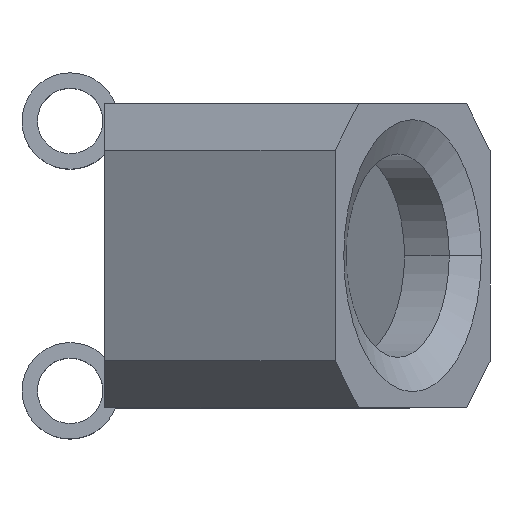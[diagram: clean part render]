
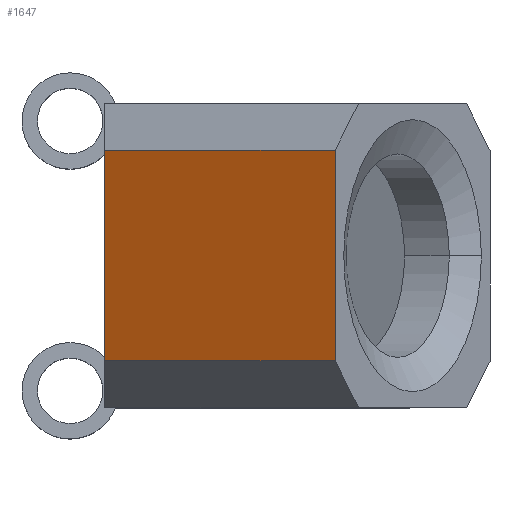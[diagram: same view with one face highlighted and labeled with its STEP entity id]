
A CAD part, top view. The second image highlights one B-rep face of the part: STEP entity #1647.
In plain terms, the highlighted planar face has unit normal (-0.5, 0, 0.866).
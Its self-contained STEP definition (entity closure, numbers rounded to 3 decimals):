
#79=PLANE('',#1769);
#116=LINE('',#2273,#325);
#216=LINE('',#2486,#425);
#235=LINE('',#2530,#444);
#236=LINE('',#2531,#445);
#325=VECTOR('',#1844,10.);
#425=VECTOR('',#2010,10.);
#444=VECTOR('',#2059,10.);
#445=VECTOR('',#2060,10.);
#584=FACE_OUTER_BOUND('',#675,.T.);
#675=EDGE_LOOP('',(#1366,#1367,#1368,#1369));
#756=VERTEX_POINT('',#2271);
#757=VERTEX_POINT('',#2272);
#837=VERTEX_POINT('',#2484);
#847=VERTEX_POINT('',#2529);
#913=EDGE_CURVE('',#756,#757,#116,.T.);
#1020=EDGE_CURVE('',#837,#756,#216,.T.);
#1041=EDGE_CURVE('',#837,#847,#235,.T.);
#1042=EDGE_CURVE('',#847,#757,#236,.F.);
#1366=ORIENTED_EDGE('',*,*,#1041,.T.);
#1367=ORIENTED_EDGE('',*,*,#1042,.T.);
#1368=ORIENTED_EDGE('',*,*,#913,.F.);
#1369=ORIENTED_EDGE('',*,*,#1020,.F.);
#1647=ADVANCED_FACE('',(#584),#79,.T.);
#1769=AXIS2_PLACEMENT_3D('',#2528,#2057,#2058);
#1844=DIRECTION('',(0.,-1.,0.));
#2010=DIRECTION('',(0.866,0.,0.5));
#2057=DIRECTION('center_axis',(-0.5,0.,0.866));
#2058=DIRECTION('ref_axis',(0.866,0.,0.5));
#2059=DIRECTION('',(0.,-1.,0.));
#2060=DIRECTION('',(-0.866,0.,-0.5));
#2271=CARTESIAN_POINT('',(-42.096,6.12,25.159));
#2272=CARTESIAN_POINT('',(-42.096,-6.12,25.159));
#2273=CARTESIAN_POINT('',(-42.096,1.838,25.159));
#2484=CARTESIAN_POINT('',(-55.494,6.12,17.423));
#2486=CARTESIAN_POINT('',(-55.132,6.12,17.632));
#2528=CARTESIAN_POINT('Origin',(-55.519,7.088,17.409));
#2529=CARTESIAN_POINT('',(-55.494,-6.12,17.423));
#2530=CARTESIAN_POINT('',(-55.494,1.334,17.423));
#2531=CARTESIAN_POINT('',(-55.132,-6.12,17.632));
